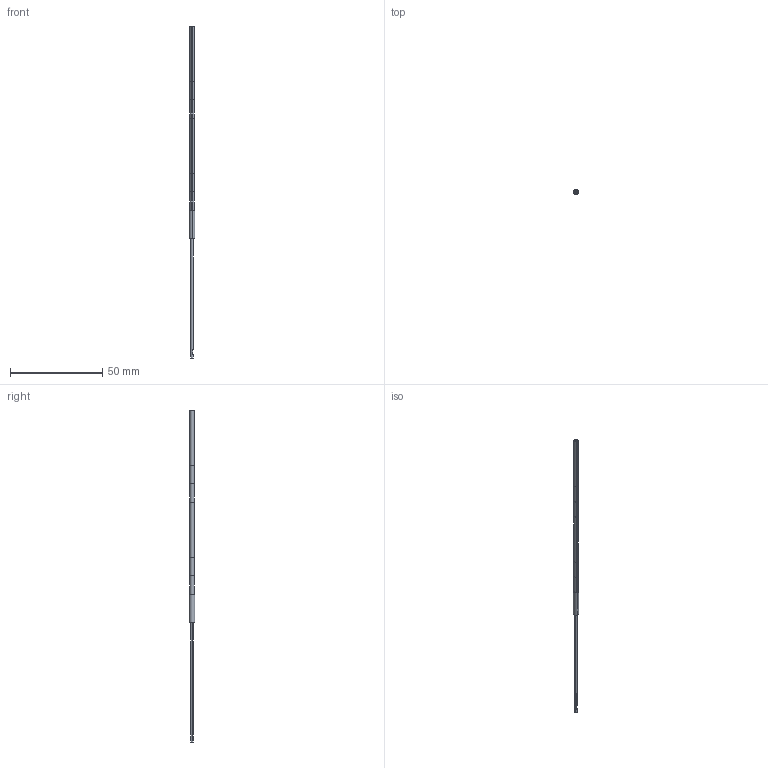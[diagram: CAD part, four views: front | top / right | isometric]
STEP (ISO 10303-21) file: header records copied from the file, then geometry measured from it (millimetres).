
FILE_DESCRIPTION((''),'2;1');
FILE_NAME('193414_ASM','2016-02-17T',('pdmadmin'),(''),'PRO/ENGINEER BY PARAMETRIC TECHNOLOGY CORPORATION, 2013230','PRO/ENGINEER BY PARAMETRIC TECHNOLOGY CORPORATION, 2013230','');
FILE_SCHEMA(('CONFIG_CONTROL_DESIGN'));
Length unit declared in the file: inch
Products named in the file (6): 38626; 38683; 10147_SPLIT_SINGLE; FIBER_CORE_1MM_45_DEG; 38625_ASM; 193414_ASM
Assembly tree (6 placements, depth 3):
  193414_ASM
    38625_ASM
      38626
      38683
      10147_SPLIT_SINGLE  x2
      FIBER_CORE_1MM_45_DEG
Bounding box: 3.05 x 3.05 x 180.24 mm (x, y, z)
Volume: 405.1 mm3; surface area: 1805.4 mm2
Topology: 5 solids, 5 shells, 56 faces, 128 edges, 80 vertices
Faces by surface type: cylinder 30, plane 16, bspline 6, cone 4
Entity records: 1492 total; most frequent: CARTESIAN_POINT 338, DIRECTION 252, ORIENTED_EDGE 192, AXIS2_PLACEMENT_3D 106, EDGE_CURVE 96, VERTEX_POINT 60, CIRCLE 50, EDGE_LOOP 48
